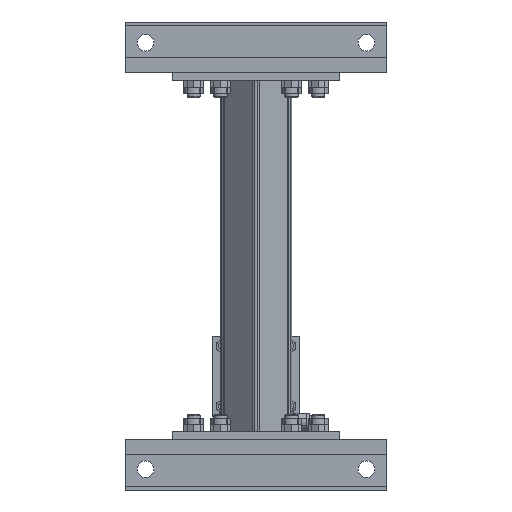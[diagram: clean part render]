
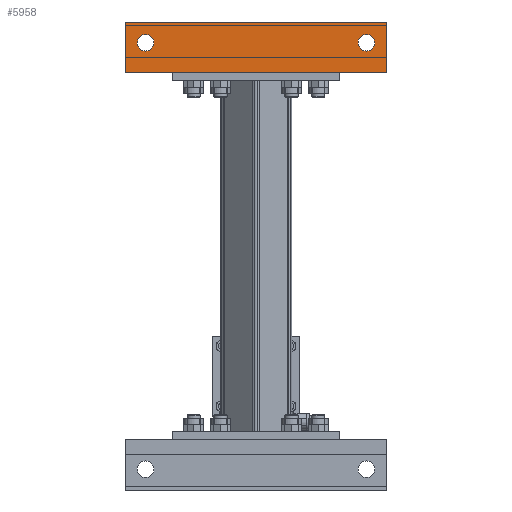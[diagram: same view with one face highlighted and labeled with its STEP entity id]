
A CAD part, left-side view. The second image highlights one B-rep face of the part: STEP entity #5958.
In plain terms, the highlighted face is planar.
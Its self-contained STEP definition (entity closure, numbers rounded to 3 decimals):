
#5958=ADVANCED_FACE('',(#7609,#7610,#7611),#7612,.T.);
#7609=FACE_BOUND('',#15362,.T.);
#7610=FACE_BOUND('',#15363,.T.);
#7611=FACE_OUTER_BOUND('',#15364,.T.);
#7612=PLANE('',#15365);
#15362=EDGE_LOOP('',(#20095));
#15363=EDGE_LOOP('',(#20096));
#15364=EDGE_LOOP('',(#20097,#20098,#20099,#20100));
#15365=AXIS2_PLACEMENT_3D('',#20101,#20102,#20103);
#20095=ORIENTED_EDGE('',*,*,#22273,.T.);
#20096=ORIENTED_EDGE('',*,*,#22274,.T.);
#20097=ORIENTED_EDGE('',*,*,#22283,.T.);
#20098=ORIENTED_EDGE('',*,*,#22284,.F.);
#20099=ORIENTED_EDGE('',*,*,#22285,.T.);
#20100=ORIENTED_EDGE('',*,*,#22281,.T.);
#20101=CARTESIAN_POINT('',(37.5,0.0,0.0));
#20102=DIRECTION('',(0.0,-1.0,0.0));
#20103=DIRECTION('',(1.0,0.0,0.0));
#22273=EDGE_CURVE('',#24620,#24620,#24621,.T.);
#22274=EDGE_CURVE('',#24622,#24622,#24623,.T.);
#22281=EDGE_CURVE('',#24635,#24633,#24636,.T.);
#22283=EDGE_CURVE('',#24633,#24638,#24639,.T.);
#22284=EDGE_CURVE('',#24640,#24638,#24641,.T.);
#22285=EDGE_CURVE('',#24640,#24635,#24642,.T.);
#24620=VERTEX_POINT('',#31278);
#24621=CIRCLE('',#31279,12.5);
#24622=VERTEX_POINT('',#31280);
#24623=CIRCLE('',#31281,12.5);
#24633=VERTEX_POINT('',#31292);
#24635=VERTEX_POINT('',#31295);
#24636=LINE('',#31296,#31297);
#24638=VERTEX_POINT('',#31300);
#24639=LINE('',#31301,#31302);
#24640=VERTEX_POINT('',#31303);
#24641=LINE('',#31304,#31305);
#24642=LINE('',#31306,#31307);
#31278=CARTESIAN_POINT('',(56.5,0.,30.0));
#31279=AXIS2_PLACEMENT_3D('',#34251,#34252,#34253);
#31280=CARTESIAN_POINT('',(56.5,0.,360.0));
#31281=AXIS2_PLACEMENT_3D('',#34254,#34255,#34256);
#31292=CARTESIAN_POINT('',(75.0,0.0,390.0));
#31295=CARTESIAN_POINT('',(75.0,0.0,0.0));
#31296=CARTESIAN_POINT('',(75.0,0.0,0.0));
#31297=VECTOR('',#34271,1.0);
#31300=CARTESIAN_POINT('',(0.0,0.0,390.0));
#31301=CARTESIAN_POINT('',(0.0,0.0,390.0));
#31302=VECTOR('',#34273,1.0);
#31303=CARTESIAN_POINT('',(0.0,0.0,0.0));
#31304=CARTESIAN_POINT('',(0.0,0.0,0.0));
#31305=VECTOR('',#34274,1.0);
#31306=CARTESIAN_POINT('',(0.0,0.0,0.0));
#31307=VECTOR('',#34275,1.0);
#34251=CARTESIAN_POINT('',(44.0,0.,30.0));
#34252=DIRECTION('',(0.0,1.0,0.0));
#34253=DIRECTION('',(1.0,0.0,0.));
#34254=CARTESIAN_POINT('',(44.0,0.,360.0));
#34255=DIRECTION('',(-0.0,1.0,0.0));
#34256=DIRECTION('',(1.0,0.0,0.0));
#34271=DIRECTION('',(0.0,0.0,1.0));
#34273=DIRECTION('',(-1.0,0.0,0.0));
#34274=DIRECTION('',(0.0,0.0,1.0));
#34275=DIRECTION('',(1.0,0.0,0.0));
